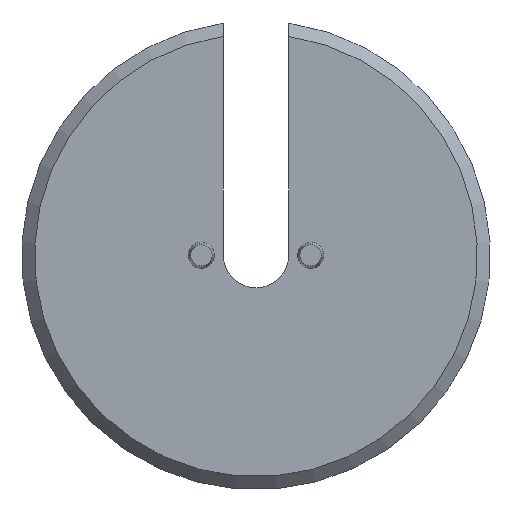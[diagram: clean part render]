
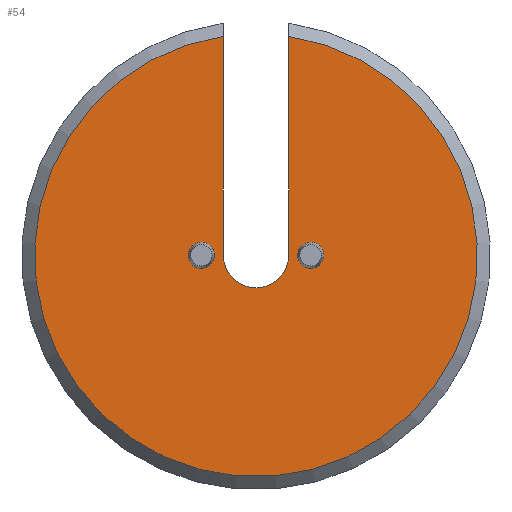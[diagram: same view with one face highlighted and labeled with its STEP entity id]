
A CAD part, front view. The second image highlights one B-rep face of the part: STEP entity #54.
In plain terms, the highlighted planar face has unit normal (0, -1, 0).
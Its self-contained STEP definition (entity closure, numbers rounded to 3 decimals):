
#54 = ADVANCED_FACE( '', ( #108, #109, #110 ), #111, .F. );
#108 = FACE_OUTER_BOUND( '', #163, .T. );
#109 = FACE_BOUND( '', #164, .T. );
#110 = FACE_BOUND( '', #165, .T. );
#111 = PLANE( '', #166 );
#163 = EDGE_LOOP( '', ( #248, #249, #250, #251 ) );
#164 = EDGE_LOOP( '', ( #252 ) );
#165 = EDGE_LOOP( '', ( #253 ) );
#166 = AXIS2_PLACEMENT_3D( '', #254, #255, #256 );
#248 = ORIENTED_EDGE( '', *, *, #306, .F. );
#249 = ORIENTED_EDGE( '', *, *, #291, .T. );
#250 = ORIENTED_EDGE( '', *, *, #319, .T. );
#251 = ORIENTED_EDGE( '', *, *, #314, .T. );
#252 = ORIENTED_EDGE( '', *, *, #320, .F. );
#253 = ORIENTED_EDGE( '', *, *, #321, .F. );
#254 = CARTESIAN_POINT( '', ( 8.5, 0., 0. ) );
#255 = DIRECTION( '', ( 0., 1., 0. ) );
#256 = DIRECTION( '', ( 0., 0., 1. ) );
#291 = EDGE_CURVE( '', #329, #330, #331, .T. );
#306 = EDGE_CURVE( '', #329, #355, #356, .T. );
#314 = EDGE_CURVE( '', #366, #355, #367, .T. );
#319 = EDGE_CURVE( '', #330, #366, #372, .T. );
#320 = EDGE_CURVE( '', #373, #373, #374, .F. );
#321 = EDGE_CURVE( '', #375, #375, #376, .F. );
#329 = VERTEX_POINT( '', #385 );
#330 = VERTEX_POINT( '', #386 );
#331 = CIRCLE( '', #387, 1.25 );
#355 = VERTEX_POINT( '', #419 );
#356 = LINE( '', #420, #421 );
#366 = VERTEX_POINT( '', #437 );
#367 = CIRCLE( '', #438, 8.5 );
#372 = LINE( '', #447, #448 );
#373 = VERTEX_POINT( '', #449 );
#374 = CIRCLE( '', #450, 0.5 );
#375 = VERTEX_POINT( '', #451 );
#376 = CIRCLE( '', #452, 0.5 );
#385 = CARTESIAN_POINT( '', ( 1.25, 0., 0. ) );
#386 = CARTESIAN_POINT( '', ( -1.25, 0., 0. ) );
#387 = AXIS2_PLACEMENT_3D( '', #460, #461, #462 );
#419 = CARTESIAN_POINT( '', ( 1.25, 0., 8.408 ) );
#420 = CARTESIAN_POINT( '', ( 1.25, 0., 0. ) );
#421 = VECTOR( '', #483, 1000. );
#437 = CARTESIAN_POINT( '', ( -1.25, 0., 8.408 ) );
#438 = AXIS2_PLACEMENT_3D( '', #490, #491, #492 );
#447 = CARTESIAN_POINT( '', ( -1.25, 0., 0. ) );
#448 = VECTOR( '', #494, 1000. );
#449 = CARTESIAN_POINT( '', ( 2.1, 0., 0.5 ) );
#450 = AXIS2_PLACEMENT_3D( '', #495, #496, #497 );
#451 = CARTESIAN_POINT( '', ( -2.1, 0., 0.5 ) );
#452 = AXIS2_PLACEMENT_3D( '', #498, #499, #500 );
#460 = CARTESIAN_POINT( '', ( 0., 0., 0. ) );
#461 = DIRECTION( '', ( 0., 1., 0. ) );
#462 = DIRECTION( '', ( 1., 0., 0. ) );
#483 = DIRECTION( '', ( 0., 0., 1. ) );
#490 = CARTESIAN_POINT( '', ( 0., 0., 0. ) );
#491 = DIRECTION( '', ( 0., -1., 0. ) );
#492 = DIRECTION( '', ( 0., 0., -1. ) );
#494 = DIRECTION( '', ( 0., 0., 1. ) );
#495 = CARTESIAN_POINT( '', ( 2.1, 0., 0. ) );
#496 = DIRECTION( '', ( 0., 1., 0. ) );
#497 = DIRECTION( '', ( 0., 0., 1. ) );
#498 = CARTESIAN_POINT( '', ( -2.1, 0., 0. ) );
#499 = DIRECTION( '', ( 0., 1., 0. ) );
#500 = DIRECTION( '', ( 0., 0., 1. ) );
